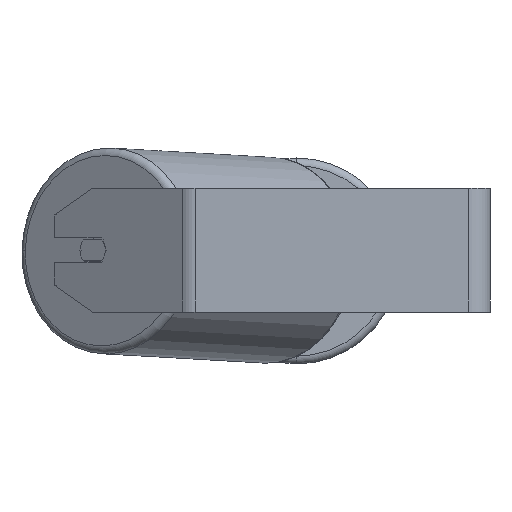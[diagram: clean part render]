
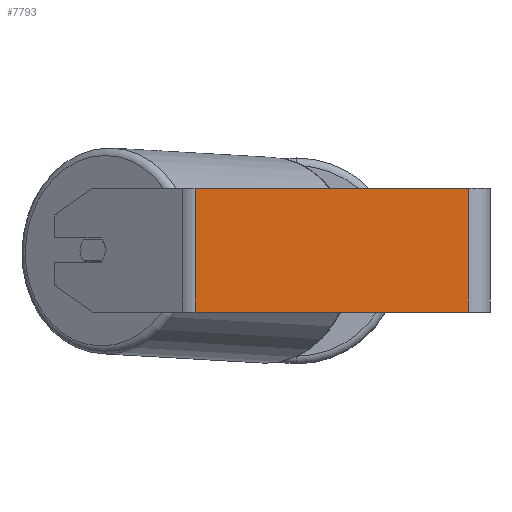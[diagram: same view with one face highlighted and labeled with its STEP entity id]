
A CAD part, left-side view. The second image highlights one B-rep face of the part: STEP entity #7793.
In plain terms, the highlighted planar face has unit normal (-1, 0, 0).
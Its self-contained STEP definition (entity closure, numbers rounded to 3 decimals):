
#300 = CARTESIAN_POINT ( 'NONE',  ( -350., 190.33, 40. ) ) ;
#500 = DIRECTION ( 'NONE',  ( 0., 0., -1. ) ) ;
#916 = CARTESIAN_POINT ( 'NONE',  ( -350., 14., 40. ) ) ;
#1070 = ORIENTED_EDGE ( 'NONE', *, *, #5416, .F. ) ;
#1088 = FACE_OUTER_BOUND ( 'NONE', #2511, .T. ) ;
#1156 = VECTOR ( 'NONE', #2922, 1000. ) ;
#1389 = VERTEX_POINT ( 'NONE', #4027 ) ;
#1440 = VERTEX_POINT ( 'NONE', #916 ) ;
#1711 = DIRECTION ( 'NONE',  ( 0., 0., -1. ) ) ;
#1808 = DIRECTION ( 'NONE',  ( 1., 0., 0. ) ) ;
#1990 = LINE ( 'NONE', #5342, #4108 ) ;
#2174 = LINE ( 'NONE', #300, #3452 ) ;
#2381 = EDGE_CURVE ( 'NONE', #1440, #4982, #3727, .T. ) ;
#2399 = DIRECTION ( 'NONE',  ( 0., 0., -1. ) ) ;
#2511 = EDGE_LOOP ( 'NONE', ( #8074, #5648, #1070, #7199 ) ) ;
#2922 = DIRECTION ( 'NONE',  ( 0., -1., 0. ) ) ;
#3183 = EDGE_CURVE ( 'NONE', #3596, #1389, #2174, .T. ) ;
#3452 = VECTOR ( 'NONE', #1711, 1000. ) ;
#3596 = VERTEX_POINT ( 'NONE', #6770 ) ;
#3727 = LINE ( 'NONE', #6332, #4111 ) ;
#4023 = EDGE_CURVE ( 'NONE', #1389, #4982, #5520, .T. ) ;
#4027 = CARTESIAN_POINT ( 'NONE',  ( -350., 190.33, -40. ) ) ;
#4108 = VECTOR ( 'NONE', #5171, 1000. ) ;
#4111 = VECTOR ( 'NONE', #500, 1000. ) ;
#4528 = AXIS2_PLACEMENT_3D ( 'NONE', #8248, #1808, #2399 ) ;
#4982 = VERTEX_POINT ( 'NONE', #7587 ) ;
#5171 = DIRECTION ( 'NONE',  ( 0., -1., 0. ) ) ;
#5342 = CARTESIAN_POINT ( 'NONE',  ( -350., 194.744, 40. ) ) ;
#5416 = EDGE_CURVE ( 'NONE', #3596, #1440, #1990, .T. ) ;
#5430 = CARTESIAN_POINT ( 'NONE',  ( -350., 194.744, -40. ) ) ;
#5520 = LINE ( 'NONE', #5430, #1156 ) ;
#5648 = ORIENTED_EDGE ( 'NONE', *, *, #2381, .F. ) ;
#5687 = PLANE ( 'NONE',  #4528 ) ;
#6332 = CARTESIAN_POINT ( 'NONE',  ( -350., 14., 40. ) ) ;
#6770 = CARTESIAN_POINT ( 'NONE',  ( -350., 190.33, 40. ) ) ;
#7199 = ORIENTED_EDGE ( 'NONE', *, *, #3183, .T. ) ;
#7587 = CARTESIAN_POINT ( 'NONE',  ( -350., 14., -40. ) ) ;
#7793 = ADVANCED_FACE ( 'NONE', ( #1088 ), #5687, .F. ) ;
#8074 = ORIENTED_EDGE ( 'NONE', *, *, #4023, .T. ) ;
#8248 = CARTESIAN_POINT ( 'NONE',  ( -350., 194.744, 40. ) ) ;
